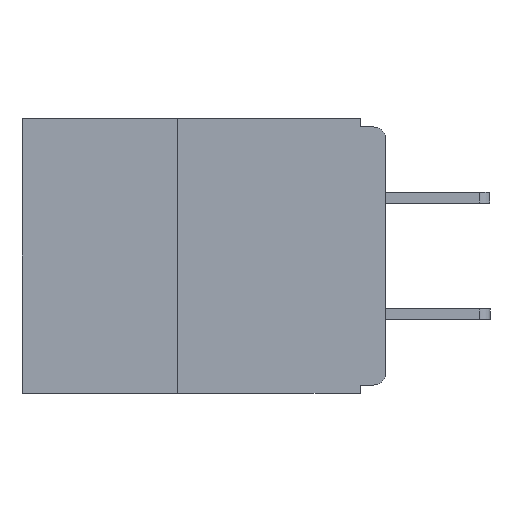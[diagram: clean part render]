
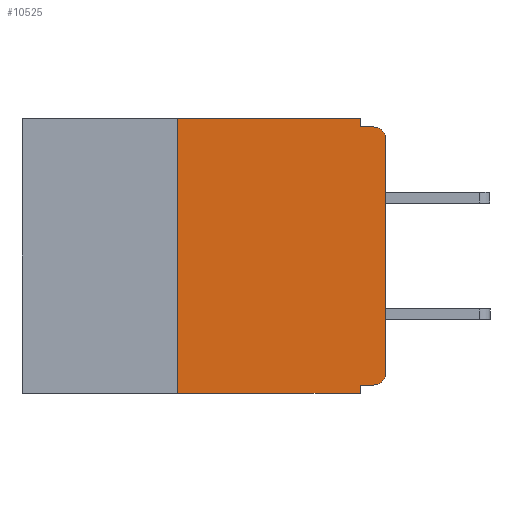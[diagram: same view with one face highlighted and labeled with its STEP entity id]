
A CAD part, left-side view. The second image highlights one B-rep face of the part: STEP entity #10525.
In plain terms, the highlighted planar face has unit normal (-1, 0, 0).
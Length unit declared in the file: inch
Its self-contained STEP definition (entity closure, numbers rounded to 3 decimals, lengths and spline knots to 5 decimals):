
#93 = CIRCLE ( 'NONE', #12037, 0.015 ) ;
#862 = VERTEX_POINT ( 'NONE', #10147 ) ;
#1034 = VECTOR ( 'NONE', #17861, 39.37008 ) ;
#1339 = LINE ( 'NONE', #6153, #18757 ) ;
#1424 = VERTEX_POINT ( 'NONE', #19411 ) ;
#1725 = ORIENTED_EDGE ( 'NONE', *, *, #3137, .F. ) ;
#2602 = AXIS2_PLACEMENT_3D ( 'NONE', #9727, #13011, #3211 ) ;
#2725 = VERTEX_POINT ( 'NONE', #6319 ) ;
#3137 = EDGE_CURVE ( 'NONE', #18442, #2725, #20541, .T. ) ;
#3211 = DIRECTION ( 'NONE',  ( 0., 0., -1. ) ) ;
#3285 = CARTESIAN_POINT ( 'NONE',  ( 0., 0., -0.32 ) ) ;
#3514 = ORIENTED_EDGE ( 'NONE', *, *, #12021, .F. ) ;
#3538 = ORIENTED_EDGE ( 'NONE', *, *, #20446, .T. ) ;
#3556 = VECTOR ( 'NONE', #4523, 39.37008 ) ;
#3871 = VERTEX_POINT ( 'NONE', #10709 ) ;
#4470 = CARTESIAN_POINT ( 'NONE',  ( 0., 0.015, -0.32 ) ) ;
#4491 = CARTESIAN_POINT ( 'NONE',  ( 0., 0.25, -0.33 ) ) ;
#4523 = DIRECTION ( 'NONE',  ( 0., 0., 1. ) ) ;
#4634 = DIRECTION ( 'NONE',  ( 0., 0., -1. ) ) ;
#4661 = DIRECTION ( 'NONE',  ( -1., 0., 0. ) ) ;
#4868 = VERTEX_POINT ( 'NONE', #5182 ) ;
#5044 = ORIENTED_EDGE ( 'NONE', *, *, #7167, .F. ) ;
#5182 = CARTESIAN_POINT ( 'NONE',  ( 0., 0.015, -0.01 ) ) ;
#5277 = AXIS2_PLACEMENT_3D ( 'NONE', #19326, #4661, #4634 ) ;
#5638 = CARTESIAN_POINT ( 'NONE',  ( 0., 0.437, 0. ) ) ;
#6153 = CARTESIAN_POINT ( 'NONE',  ( 0., 0., 0. ) ) ;
#6319 = CARTESIAN_POINT ( 'NONE',  ( 0., 0.031, -0.33 ) ) ;
#6341 = CARTESIAN_POINT ( 'NONE',  ( 0., 0.031, 0. ) ) ;
#6411 = PLANE ( 'NONE',  #2602 ) ;
#6778 = EDGE_CURVE ( 'NONE', #862, #4868, #18932, .T. ) ;
#7135 = EDGE_CURVE ( 'NONE', #3871, #4868, #12257, .T. ) ;
#7167 = EDGE_CURVE ( 'NONE', #1424, #18499, #7891, .T. ) ;
#7216 = CARTESIAN_POINT ( 'NONE',  ( 0., 0.031, -0.32 ) ) ;
#7413 = VERTEX_POINT ( 'NONE', #18013 ) ;
#7509 = VECTOR ( 'NONE', #11349, 39.37008 ) ;
#7891 = LINE ( 'NONE', #4491, #3556 ) ;
#8041 = EDGE_CURVE ( 'NONE', #1424, #2725, #20822, .T. ) ;
#8208 = FACE_OUTER_BOUND ( 'NONE', #18068, .T. ) ;
#8594 = LINE ( 'NONE', #3285, #14515 ) ;
#8617 = ORIENTED_EDGE ( 'NONE', *, *, #6778, .F. ) ;
#8655 = DIRECTION ( 'NONE',  ( 0., -1., 0. ) ) ;
#8690 = EDGE_CURVE ( 'NONE', #16021, #19112, #93, .T. ) ;
#8881 = CARTESIAN_POINT ( 'NONE',  ( 0., 0.437, -0.33 ) ) ;
#9177 = VECTOR ( 'NONE', #18771, 39.37008 ) ;
#9341 = DIRECTION ( 'NONE',  ( 0., -1., 0. ) ) ;
#9724 = LINE ( 'NONE', #6341, #1034 ) ;
#9727 = CARTESIAN_POINT ( 'NONE',  ( 0., 0.437, 0. ) ) ;
#10147 = CARTESIAN_POINT ( 'NONE',  ( 0., 0.031, -0.01 ) ) ;
#10225 = VECTOR ( 'NONE', #9341, 39.37008 ) ;
#10432 = ORIENTED_EDGE ( 'NONE', *, *, #13718, .F. ) ;
#10525 = ADVANCED_FACE ( 'NONE', ( #8208 ), #6411, .F. ) ;
#10709 = CARTESIAN_POINT ( 'NONE',  ( 0., 0., -0.025 ) ) ;
#11349 = DIRECTION ( 'NONE',  ( 0., 0., -1. ) ) ;
#12021 = EDGE_CURVE ( 'NONE', #18499, #7413, #14056, .T. ) ;
#12037 = AXIS2_PLACEMENT_3D ( 'NONE', #14774, #14743, #14724 ) ;
#12257 = CIRCLE ( 'NONE', #5277, 0.015 ) ;
#13011 = DIRECTION ( 'NONE',  ( 1., 0., 0. ) ) ;
#13718 = EDGE_CURVE ( 'NONE', #16021, #18442, #8594, .T. ) ;
#13753 = ORIENTED_EDGE ( 'NONE', *, *, #8041, .T. ) ;
#14056 = LINE ( 'NONE', #5638, #9177 ) ;
#14277 = CARTESIAN_POINT ( 'NONE',  ( 0., 0., -0.01 ) ) ;
#14515 = VECTOR ( 'NONE', #14747, 39.37008 ) ;
#14724 = DIRECTION ( 'NONE',  ( 0., 0., -1. ) ) ;
#14743 = DIRECTION ( 'NONE',  ( -1., 0., 0. ) ) ;
#14747 = DIRECTION ( 'NONE',  ( 0., 1., 0. ) ) ;
#14774 = CARTESIAN_POINT ( 'NONE',  ( 0., 0.015, -0.305 ) ) ;
#15308 = ORIENTED_EDGE ( 'NONE', *, *, #8690, .T. ) ;
#15424 = EDGE_CURVE ( 'NONE', #7413, #862, #9724, .T. ) ;
#15564 = CARTESIAN_POINT ( 'NONE',  ( 0., 0.25, 0. ) ) ;
#15609 = CARTESIAN_POINT ( 'NONE',  ( 0., 0., -0.305 ) ) ;
#16021 = VERTEX_POINT ( 'NONE', #4470 ) ;
#17654 = DIRECTION ( 'NONE',  ( 0., 0., 1. ) ) ;
#17861 = DIRECTION ( 'NONE',  ( 0., 0., -1. ) ) ;
#18006 = CARTESIAN_POINT ( 'NONE',  ( 0., 0.031, -0.33 ) ) ;
#18013 = CARTESIAN_POINT ( 'NONE',  ( 0., 0.031, 0. ) ) ;
#18068 = EDGE_LOOP ( 'NONE', ( #3538, #20844, #8617, #19869, #3514, #5044, #13753, #1725, #10432, #15308 ) ) ;
#18442 = VERTEX_POINT ( 'NONE', #7216 ) ;
#18499 = VERTEX_POINT ( 'NONE', #15564 ) ;
#18757 = VECTOR ( 'NONE', #17654, 39.37008 ) ;
#18771 = DIRECTION ( 'NONE',  ( 0., -1., 0. ) ) ;
#18932 = LINE ( 'NONE', #14277, #10225 ) ;
#19112 = VERTEX_POINT ( 'NONE', #15609 ) ;
#19326 = CARTESIAN_POINT ( 'NONE',  ( 0., 0.015, -0.025 ) ) ;
#19411 = CARTESIAN_POINT ( 'NONE',  ( 0., 0.25, -0.33 ) ) ;
#19869 = ORIENTED_EDGE ( 'NONE', *, *, #15424, .F. ) ;
#20360 = VECTOR ( 'NONE', #8655, 39.37008 ) ;
#20446 = EDGE_CURVE ( 'NONE', #19112, #3871, #1339, .T. ) ;
#20541 = LINE ( 'NONE', #18006, #7509 ) ;
#20822 = LINE ( 'NONE', #8881, #20360 ) ;
#20844 = ORIENTED_EDGE ( 'NONE', *, *, #7135, .T. ) ;
